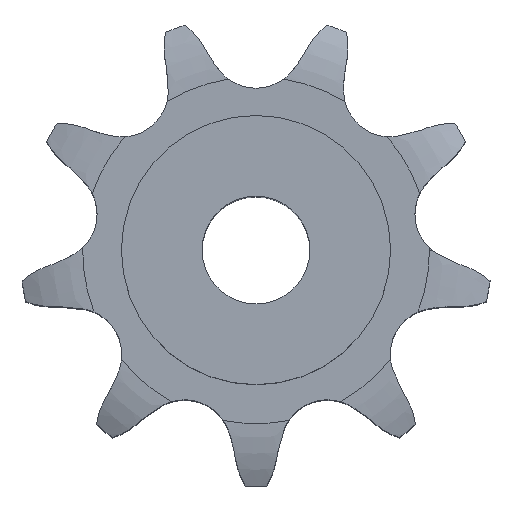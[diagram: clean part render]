
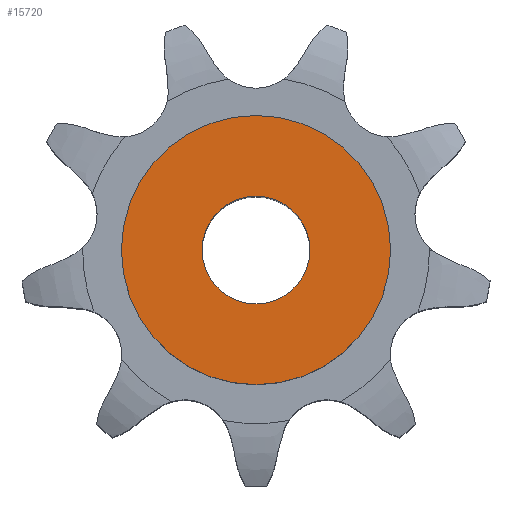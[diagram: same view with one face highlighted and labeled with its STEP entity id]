
A CAD part, top view. The second image highlights one B-rep face of the part: STEP entity #15720.
In plain terms, the highlighted planar face has unit normal (0, 0, 1).
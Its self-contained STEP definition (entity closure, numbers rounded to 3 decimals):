
#8590 = CYLINDRICAL_SURFACE('',#8591,6.);
#8591 = AXIS2_PLACEMENT_3D('',#8592,#8593,#8594);
#8592 = CARTESIAN_POINT('',(0.,0.,104.867));
#8593 = DIRECTION('',(0.,0.,1.));
#8594 = DIRECTION('',(1.,0.,0.));
#10815 = EDGE_CURVE('',#10816,#10816,#10818,.T.);
#10816 = VERTEX_POINT('',#10817);
#10817 = CARTESIAN_POINT('',(6.,0.,55.));
#10818 = SURFACE_CURVE('',#10819,(#10824,#10831),.PCURVE_S1.);
#10819 = CIRCLE('',#10820,6.);
#10820 = AXIS2_PLACEMENT_3D('',#10821,#10822,#10823);
#10821 = CARTESIAN_POINT('',(0.,0.,55.));
#10822 = DIRECTION('',(0.,0.,1.));
#10823 = DIRECTION('',(1.,0.,0.));
#10824 = PCURVE('',#8590,#10825);
#10825 = DEFINITIONAL_REPRESENTATION('',(#10826),#10830);
#10826 = LINE('',#10827,#10828);
#10827 = CARTESIAN_POINT('',(0.,-49.867));
#10828 = VECTOR('',#10829,1.);
#10829 = DIRECTION('',(1.,0.));
#10830 = ( GEOMETRIC_REPRESENTATION_CONTEXT(2) 
PARAMETRIC_REPRESENTATION_CONTEXT() REPRESENTATION_CONTEXT('2D SPACE',''
  ) );
#10831 = PCURVE('',#10832,#10837);
#10832 = PLANE('',#10833);
#10833 = AXIS2_PLACEMENT_3D('',#10834,#10835,#10836);
#10834 = CARTESIAN_POINT('',(0.,0.,55.)
  );
#10835 = DIRECTION('',(0.,0.,1.));
#10836 = DIRECTION('',(1.,0.,0.));
#10837 = DEFINITIONAL_REPRESENTATION('',(#10838),#10842);
#10838 = CIRCLE('',#10839,6.);
#10839 = AXIS2_PLACEMENT_2D('',#10840,#10841);
#10840 = CARTESIAN_POINT('',(0.,0.));
#10841 = DIRECTION('',(1.,0.));
#10842 = ( GEOMETRIC_REPRESENTATION_CONTEXT(2) 
PARAMETRIC_REPRESENTATION_CONTEXT() REPRESENTATION_CONTEXT('2D SPACE',''
  ) );
#15720 = ADVANCED_FACE('',(#15721,#15752),#10832,.T.);
#15721 = FACE_BOUND('',#15722,.T.);
#15722 = EDGE_LOOP('',(#15723));
#15723 = ORIENTED_EDGE('',*,*,#15724,.T.);
#15724 = EDGE_CURVE('',#15725,#15725,#15727,.T.);
#15725 = VERTEX_POINT('',#15726);
#15726 = CARTESIAN_POINT('',(15.,0.,55.));
#15727 = SURFACE_CURVE('',#15728,(#15733,#15740),.PCURVE_S1.);
#15728 = CIRCLE('',#15729,15.);
#15729 = AXIS2_PLACEMENT_3D('',#15730,#15731,#15732);
#15730 = CARTESIAN_POINT('',(0.,0.,55.));
#15731 = DIRECTION('',(0.,0.,1.));
#15732 = DIRECTION('',(1.,0.,0.));
#15733 = PCURVE('',#10832,#15734);
#15734 = DEFINITIONAL_REPRESENTATION('',(#15735),#15739);
#15735 = CIRCLE('',#15736,15.);
#15736 = AXIS2_PLACEMENT_2D('',#15737,#15738);
#15737 = CARTESIAN_POINT('',(0.,0.));
#15738 = DIRECTION('',(1.,0.));
#15739 = ( GEOMETRIC_REPRESENTATION_CONTEXT(2) 
PARAMETRIC_REPRESENTATION_CONTEXT() REPRESENTATION_CONTEXT('2D SPACE',''
  ) );
#15740 = PCURVE('',#15741,#15746);
#15741 = CYLINDRICAL_SURFACE('',#15742,15.);
#15742 = AXIS2_PLACEMENT_3D('',#15743,#15744,#15745);
#15743 = CARTESIAN_POINT('',(0.,0.,0.));
#15744 = DIRECTION('',(-0.,-0.,-1.));
#15745 = DIRECTION('',(1.,0.,0.));
#15746 = DEFINITIONAL_REPRESENTATION('',(#15747),#15751);
#15747 = LINE('',#15748,#15749);
#15748 = CARTESIAN_POINT('',(-0.,-55.));
#15749 = VECTOR('',#15750,1.);
#15750 = DIRECTION('',(-1.,0.));
#15751 = ( GEOMETRIC_REPRESENTATION_CONTEXT(2) 
PARAMETRIC_REPRESENTATION_CONTEXT() REPRESENTATION_CONTEXT('2D SPACE',''
  ) );
#15752 = FACE_BOUND('',#15753,.T.);
#15753 = EDGE_LOOP('',(#15754));
#15754 = ORIENTED_EDGE('',*,*,#10815,.F.);
